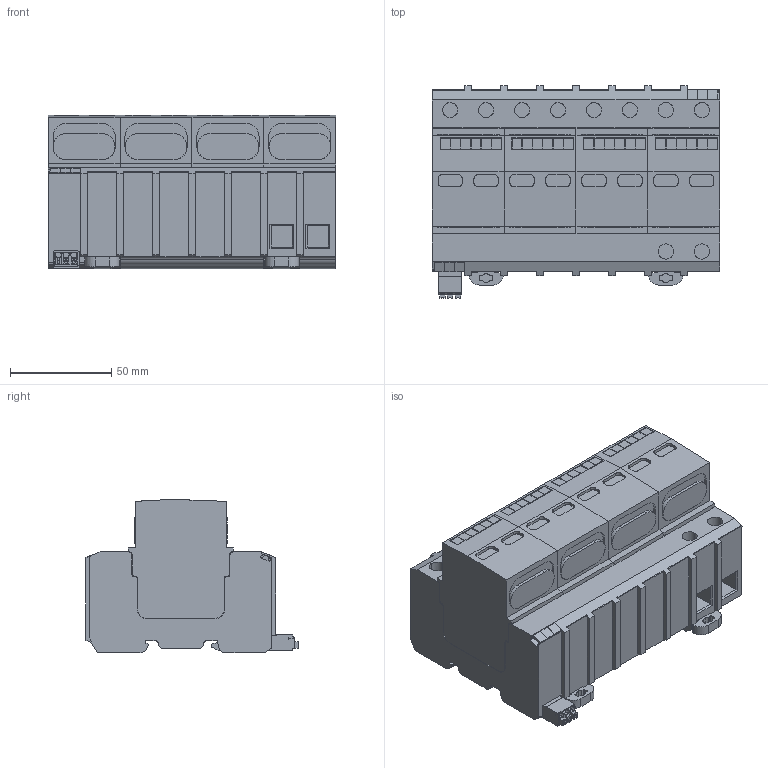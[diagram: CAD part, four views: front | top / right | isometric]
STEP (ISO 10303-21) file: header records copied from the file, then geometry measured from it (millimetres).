
FILE_DESCRIPTION(('CATIA V5 STEP Exchange','CAx-IF Rec.Pracs.--- Model Styling and Organization---1.4--- 2014-01-23'),'2;1');
FILE_NAME ('7228188_9', '2018-12-17T11:50:31+00:00', ('none'), ('Weidmueller'), 'CATIA Version 5-6 Release 2016 SP3 HF44', 'CATIA V5 STEP AP214', 'none');
FILE_SCHEMA(('AUTOMOTIVE_DESIGN { 1 0 10303 214 1 1 1 1 }'));
Products named in the file (1): S3D_VPU_I_4_R_XXX
Bounding box: 142.4 x 105 x 75.9 mm (x, y, z)
Volume: 734710 mm3; surface area: 151902.9 mm2
Topology: 36 solids, 36 shells, 2001 faces, 5402 edges, 3590 vertices
Faces by surface type: plane 1453, cylinder 459, extrusion 83, cone 6
Entity records: 65464 total; most frequent: CARTESIAN_POINT 15401, ORIENTED_EDGE 10804, DIRECTION 8143, EDGE_CURVE 5402, VECTOR 4343, LINE 4260, VERTEX_POINT 3590, AXIS2_PLACEMENT_3D 2286
